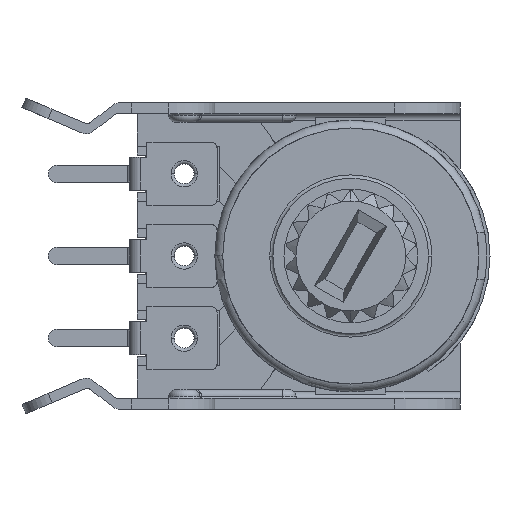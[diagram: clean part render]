
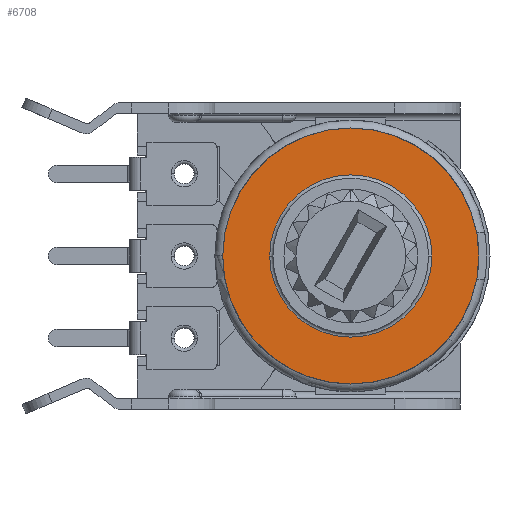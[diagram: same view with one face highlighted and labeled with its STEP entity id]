
A CAD part, front view. The second image highlights one B-rep face of the part: STEP entity #6708.
In plain terms, the highlighted planar face has unit normal (0, -1, 0).
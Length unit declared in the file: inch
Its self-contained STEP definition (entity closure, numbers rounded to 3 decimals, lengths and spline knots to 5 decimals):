
#524 = ORIENTED_EDGE ( 'NONE', *, *, #7357, .T. ) ;
#526 = CIRCLE ( 'NONE', #17083, 0.23 ) ;
#927 = CARTESIAN_POINT ( 'NONE',  ( 0., 0., -0.23 ) ) ;
#1095 = ORIENTED_EDGE ( 'NONE', *, *, #4952, .T. ) ;
#1739 = CARTESIAN_POINT ( 'NONE',  ( 0., 0., 0. ) ) ;
#2135 = CIRCLE ( 'NONE', #5559, 0.23 ) ;
#2674 = CARTESIAN_POINT ( 'NONE',  ( 0., 0., 0. ) ) ;
#2806 = CARTESIAN_POINT ( 'NONE',  ( 0., 0., 0. ) ) ;
#4631 = DIRECTION ( 'NONE',  ( 1., 0., 0. ) ) ;
#4868 = VERTEX_POINT ( 'NONE', #927 ) ;
#4952 = EDGE_CURVE ( 'NONE', #4868, #7323, #2135, .T. ) ;
#5559 = AXIS2_PLACEMENT_3D ( 'NONE', #16755, #9651, #9712 ) ;
#5624 = DIRECTION ( 'NONE',  ( 0., -1., 0. ) ) ;
#5765 = AXIS2_PLACEMENT_3D ( 'NONE', #15472, #11232, #8504 ) ;
#6324 = ORIENTED_EDGE ( 'NONE', *, *, #10157, .F. ) ;
#6708 = ADVANCED_FACE ( 'NONE', ( #16503, #12722 ), #10342, .F. ) ;
#6873 = EDGE_LOOP ( 'NONE', ( #13061, #6324 ) ) ;
#7120 = AXIS2_PLACEMENT_3D ( 'NONE', #2806, #5624, #17029 ) ;
#7323 = VERTEX_POINT ( 'NONE', #10723 ) ;
#7357 = EDGE_CURVE ( 'NONE', #7323, #4868, #526, .T. ) ;
#7736 = CARTESIAN_POINT ( 'NONE',  ( 0.14567, 0., 0. ) ) ;
#7889 = VERTEX_POINT ( 'NONE', #11400 ) ;
#8193 = DIRECTION ( 'NONE',  ( 0., -1., 0. ) ) ;
#8253 = DIRECTION ( 'NONE',  ( 0., 0., 1. ) ) ;
#8504 = DIRECTION ( 'NONE',  ( -1., 0., 0. ) ) ;
#8982 = DIRECTION ( 'NONE',  ( 0., 1., 0. ) ) ;
#9651 = DIRECTION ( 'NONE',  ( 0., -1., 0. ) ) ;
#9712 = DIRECTION ( 'NONE',  ( 0., 0., -1. ) ) ;
#10157 = EDGE_CURVE ( 'NONE', #10468, #7889, #10185, .T. ) ;
#10185 = CIRCLE ( 'NONE', #7120, 0.14567 ) ;
#10342 = PLANE ( 'NONE',  #13948 ) ;
#10468 = VERTEX_POINT ( 'NONE', #7736 ) ;
#10723 = CARTESIAN_POINT ( 'NONE',  ( 0., 0., 0.23 ) ) ;
#11232 = DIRECTION ( 'NONE',  ( 0., -1., 0. ) ) ;
#11400 = CARTESIAN_POINT ( 'NONE',  ( -0.14567, 0., 0. ) ) ;
#11441 = CIRCLE ( 'NONE', #5765, 0.14567 ) ;
#11471 = EDGE_LOOP ( 'NONE', ( #524, #1095 ) ) ;
#12691 = EDGE_CURVE ( 'NONE', #7889, #10468, #11441, .T. ) ;
#12722 = FACE_BOUND ( 'NONE', #6873, .T. ) ;
#13061 = ORIENTED_EDGE ( 'NONE', *, *, #12691, .F. ) ;
#13948 = AXIS2_PLACEMENT_3D ( 'NONE', #1739, #8982, #4631 ) ;
#15472 = CARTESIAN_POINT ( 'NONE',  ( 0., 0., 0. ) ) ;
#16503 = FACE_OUTER_BOUND ( 'NONE', #11471, .T. ) ;
#16755 = CARTESIAN_POINT ( 'NONE',  ( 0., 0., 0. ) ) ;
#17029 = DIRECTION ( 'NONE',  ( 1., 0., 0. ) ) ;
#17083 = AXIS2_PLACEMENT_3D ( 'NONE', #2674, #8193, #8253 ) ;
